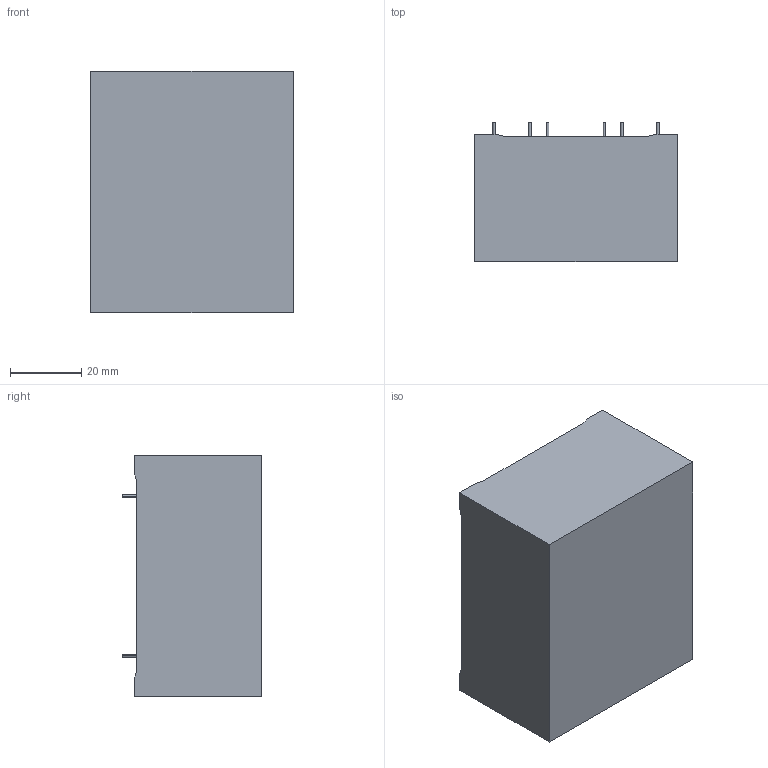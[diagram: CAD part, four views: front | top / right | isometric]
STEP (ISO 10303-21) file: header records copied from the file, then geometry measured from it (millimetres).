
FILE_DESCRIPTION (( 'STEP AP214' ), '1' );
FILE_NAME ('409038.STEP', '2022-02-08T07:18:24', ( '' ), ( '' ), 'SwSTEP 2.0', 'SolidWorks 2018', '' );
FILE_SCHEMA (( 'AUTOMOTIVE_DESIGN' ));
Length unit declared in the file: millimetre
Products named in the file (1): 409038
Bounding box: 57 x 39.2 x 68 mm (x, y, z)
Volume: 136155.4 mm3; surface area: 16680.8 mm2
Topology: 1 solids, 1 shells, 62 faces, 140 edges, 88 vertices
Faces by surface type: plane 46, cylinder 16
Entity records: 1742 total; most frequent: DIRECTION 298, CARTESIAN_POINT 291, ORIENTED_EDGE 280, EDGE_CURVE 140, VECTOR 108, LINE 108, AXIS2_PLACEMENT_3D 95, VERTEX_POINT 88
